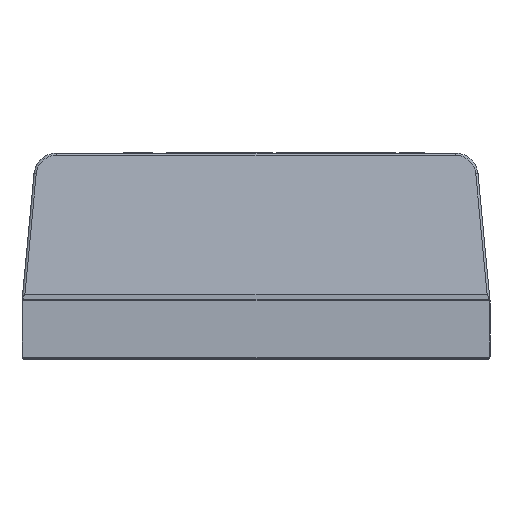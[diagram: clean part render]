
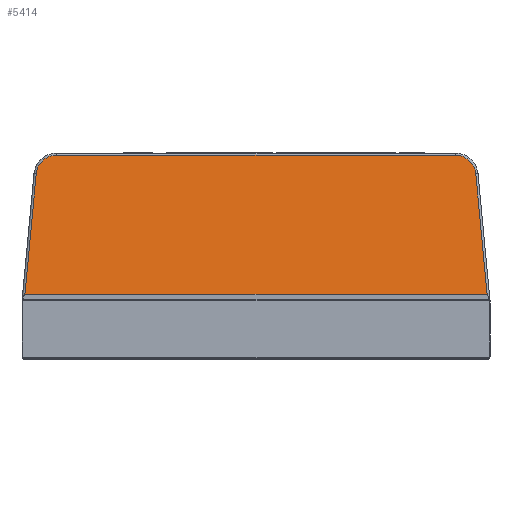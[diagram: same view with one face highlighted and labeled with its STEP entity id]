
A CAD part, top view. The second image highlights one B-rep face of the part: STEP entity #5414.
In plain terms, the highlighted planar face has unit normal (0, 0.139, 0.99).
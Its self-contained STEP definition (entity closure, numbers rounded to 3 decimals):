
#852 = ORIENTED_EDGE ( 'NONE', *, *, #22700, .F. ) ;
#1073 = ORIENTED_EDGE ( 'NONE', *, *, #16861, .T. ) ;
#1269 = CARTESIAN_POINT ( 'NONE',  ( -4.753, 1.089, 13.329 ) ) ;
#1562 =( BOUNDED_CURVE ( )  B_SPLINE_CURVE ( 3, ( #2798, #8933, #21221, #6812 ),
 .UNSPECIFIED., .F., .F. ) 
 B_SPLINE_CURVE_WITH_KNOTS ( ( 4, 4 ),
 ( 1.664, 3.142 ),
 .UNSPECIFIED. ) 
 CURVE ( )  GEOMETRIC_REPRESENTATION_ITEM ( )  RATIONAL_B_SPLINE_CURVE ( ( 1., 0.826, 0.826, 1. ) ) 
 REPRESENTATION_ITEM ( '' )  );
#1895 = AXIS2_PLACEMENT_3D ( 'NONE', #5691, #15808, #17782 ) ;
#2672 = CARTESIAN_POINT ( 'NONE',  ( 4.305, 1.497, 13.272 ) ) ;
#2798 = CARTESIAN_POINT ( 'NONE',  ( -4.753, 1.089, 13.329 ) ) ;
#4401 =( BOUNDED_CURVE ( )  B_SPLINE_CURVE ( 3, ( #2672, #13021, #9152, #15010 ),
 .UNSPECIFIED., .F., .F. ) 
 B_SPLINE_CURVE_WITH_KNOTS ( ( 4, 4 ),
 ( 0., 1.477 ),
 .UNSPECIFIED. ) 
 CURVE ( )  GEOMETRIC_REPRESENTATION_ITEM ( )  RATIONAL_B_SPLINE_CURVE ( ( 1., 0.826, 0.826, 1. ) ) 
 REPRESENTATION_ITEM ( '' )  );
#5414 = ADVANCED_FACE ( 'NONE', ( #14280 ), #26103, .T. ) ;
#5691 = CARTESIAN_POINT ( 'NONE',  ( 0., 1.54, 13.266 ) ) ;
#6045 = CARTESIAN_POINT ( 'NONE',  ( -4.67, 1.97, 13.206 ) ) ;
#6812 = CARTESIAN_POINT ( 'NONE',  ( -4.305, 1.497, 13.272 ) ) ;
#6886 = ORIENTED_EDGE ( 'NONE', *, *, #24416, .T. ) ;
#7905 = LINE ( 'NONE', #6045, #18156 ) ;
#8079 = LINE ( 'NONE', #10670, #20910 ) ;
#8929 = CARTESIAN_POINT ( 'NONE',  ( -4.76, -1.52, 13.696 ) ) ;
#8933 = CARTESIAN_POINT ( 'NONE',  ( -4.73, 1.332, 13.295 ) ) ;
#9152 = CARTESIAN_POINT ( 'NONE',  ( 4.73, 1.332, 13.295 ) ) ;
#10162 = VERTEX_POINT ( 'NONE', #10806 ) ;
#10311 = VERTEX_POINT ( 'NONE', #14952 ) ;
#10670 = CARTESIAN_POINT ( 'NONE',  ( 4.67, 1.97, 13.206 ) ) ;
#10806 = CARTESIAN_POINT ( 'NONE',  ( 4.305, 1.497, 13.272 ) ) ;
#10976 = ORIENTED_EDGE ( 'NONE', *, *, #18154, .T. ) ;
#11879 = LINE ( 'NONE', #24909, #26293 ) ;
#12196 = DIRECTION ( 'NONE',  ( -0.093, -0.986, 0.139 ) ) ;
#13021 = CARTESIAN_POINT ( 'NONE',  ( 4.549, 1.497, 13.272 ) ) ;
#13138 = DIRECTION ( 'NONE',  ( -1., 0., 0. ) ) ;
#14280 = FACE_OUTER_BOUND ( 'NONE', #20437, .T. ) ;
#14461 = CARTESIAN_POINT ( 'NONE',  ( -4.305, 1.497, 13.272 ) ) ;
#14663 = VERTEX_POINT ( 'NONE', #19822 ) ;
#14952 = CARTESIAN_POINT ( 'NONE',  ( -4.997, -1.52, 13.696 ) ) ;
#14988 = DIRECTION ( 'NONE',  ( -0.093, 0.986, -0.139 ) ) ;
#15010 = CARTESIAN_POINT ( 'NONE',  ( 4.753, 1.089, 13.329 ) ) ;
#15808 = DIRECTION ( 'NONE',  ( 0., 0.139, 0.99 ) ) ;
#16861 = EDGE_CURVE ( 'NONE', #10162, #23036, #11879, .T. ) ;
#17782 = DIRECTION ( 'NONE',  ( -1., 0., 0. ) ) ;
#18106 = ORIENTED_EDGE ( 'NONE', *, *, #23697, .F. ) ;
#18154 = EDGE_CURVE ( 'NONE', #21234, #10311, #7905, .T. ) ;
#18156 = VECTOR ( 'NONE', #12196, 1000. ) ;
#18836 = DIRECTION ( 'NONE',  ( -1., 0., 0. ) ) ;
#19822 = CARTESIAN_POINT ( 'NONE',  ( 4.753, 1.089, 13.329 ) ) ;
#20437 = EDGE_LOOP ( 'NONE', ( #852, #10976, #18106, #6886, #22615, #1073 ) ) ;
#20910 = VECTOR ( 'NONE', #14988, 1000. ) ;
#21221 = CARTESIAN_POINT ( 'NONE',  ( -4.549, 1.497, 13.272 ) ) ;
#21234 = VERTEX_POINT ( 'NONE', #1269 ) ;
#22022 = CARTESIAN_POINT ( 'NONE',  ( 4.997, -1.52, 13.696 ) ) ;
#22615 = ORIENTED_EDGE ( 'NONE', *, *, #24251, .F. ) ;
#22700 = EDGE_CURVE ( 'NONE', #21234, #23036, #1562, .T. ) ;
#22764 = LINE ( 'NONE', #8929, #24986 ) ;
#23036 = VERTEX_POINT ( 'NONE', #14461 ) ;
#23256 = VERTEX_POINT ( 'NONE', #22022 ) ;
#23697 = EDGE_CURVE ( 'NONE', #23256, #10311, #22764, .T. ) ;
#24251 = EDGE_CURVE ( 'NONE', #10162, #14663, #4401, .T. ) ;
#24416 = EDGE_CURVE ( 'NONE', #23256, #14663, #8079, .T. ) ;
#24909 = CARTESIAN_POINT ( 'NONE',  ( 0., 1.497, 13.272 ) ) ;
#24986 = VECTOR ( 'NONE', #13138, 1000. ) ;
#26103 = PLANE ( 'NONE',  #1895 ) ;
#26293 = VECTOR ( 'NONE', #18836, 1000. ) ;
